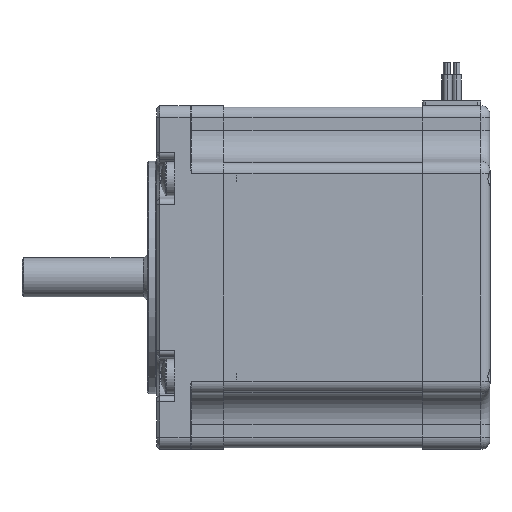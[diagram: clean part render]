
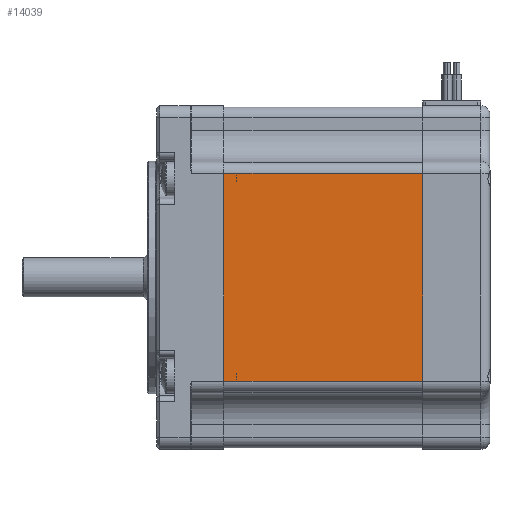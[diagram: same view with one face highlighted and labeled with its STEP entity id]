
A CAD part, left-side view. The second image highlights one B-rep face of the part: STEP entity #14039.
In plain terms, the highlighted planar face has unit normal (-1, 0, 0).
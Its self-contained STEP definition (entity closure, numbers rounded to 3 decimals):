
#541 = LINE ( 'NONE', #3770, #4308 ) ;
#953 = EDGE_CURVE ( 'NONE', #954, #6745, #8454, .T. ) ;
#954 = VERTEX_POINT ( 'NONE', #3108 ) ;
#1356 = ORIENTED_EDGE ( 'NONE', *, *, #953, .T. ) ;
#1617 = DIRECTION ( 'NONE',  ( 0., 0., 1. ) ) ;
#1971 = LINE ( 'NONE', #13813, #6750 ) ;
#2057 = EDGE_CURVE ( 'NONE', #10297, #954, #7042, .T. ) ;
#2265 = ORIENTED_EDGE ( 'NONE', *, *, #7092, .T. ) ;
#2548 = DIRECTION ( 'NONE',  ( 1., 0., 0. ) ) ;
#3108 = CARTESIAN_POINT ( 'NONE',  ( -27.85, 43.5, -17. ) ) ;
#3770 = CARTESIAN_POINT ( 'NONE',  ( -27.85, 11., 17. ) ) ;
#4308 = VECTOR ( 'NONE', #1617, 1000. ) ;
#4327 = CARTESIAN_POINT ( 'NONE',  ( -27.85, 11., 17. ) ) ;
#4722 = CARTESIAN_POINT ( 'NONE',  ( -27.85, 43.5, 17. ) ) ;
#4924 = DIRECTION ( 'NONE',  ( 0., 0., -1. ) ) ;
#6316 = VERTEX_POINT ( 'NONE', #4327 ) ;
#6489 = CARTESIAN_POINT ( 'NONE',  ( -27.85, 11., -17. ) ) ;
#6745 = VERTEX_POINT ( 'NONE', #6489 ) ;
#6750 = VECTOR ( 'NONE', #9329, 1000. ) ;
#6890 = DIRECTION ( 'NONE',  ( 0., 0., -1. ) ) ;
#7042 = LINE ( 'NONE', #10321, #13383 ) ;
#7058 = VECTOR ( 'NONE', #10926, 1000. ) ;
#7092 = EDGE_CURVE ( 'NONE', #6745, #6316, #541, .T. ) ;
#7575 = CARTESIAN_POINT ( 'NONE',  ( -27.85, 54.5, -17. ) ) ;
#8454 = LINE ( 'NONE', #7575, #7058 ) ;
#8757 = FACE_OUTER_BOUND ( 'NONE', #12579, .T. ) ;
#9329 = DIRECTION ( 'NONE',  ( 0., -1., 0. ) ) ;
#9753 = EDGE_CURVE ( 'NONE', #10297, #6316, #1971, .T. ) ;
#10038 = CARTESIAN_POINT ( 'NONE',  ( -27.85, 54.5, 17. ) ) ;
#10297 = VERTEX_POINT ( 'NONE', #4722 ) ;
#10321 = CARTESIAN_POINT ( 'NONE',  ( -27.85, 43.5, 17. ) ) ;
#10847 = ORIENTED_EDGE ( 'NONE', *, *, #9753, .F. ) ;
#10926 = DIRECTION ( 'NONE',  ( 0., -1., 0. ) ) ;
#12579 = EDGE_LOOP ( 'NONE', ( #1356, #2265, #10847, #13264 ) ) ;
#13099 = PLANE ( 'NONE',  #13305 ) ;
#13264 = ORIENTED_EDGE ( 'NONE', *, *, #2057, .T. ) ;
#13305 = AXIS2_PLACEMENT_3D ( 'NONE', #10038, #2548, #6890 ) ;
#13383 = VECTOR ( 'NONE', #4924, 1000. ) ;
#13813 = CARTESIAN_POINT ( 'NONE',  ( -27.85, 54.5, 17. ) ) ;
#14039 = ADVANCED_FACE ( 'NONE', ( #8757 ), #13099, .F. ) ;
